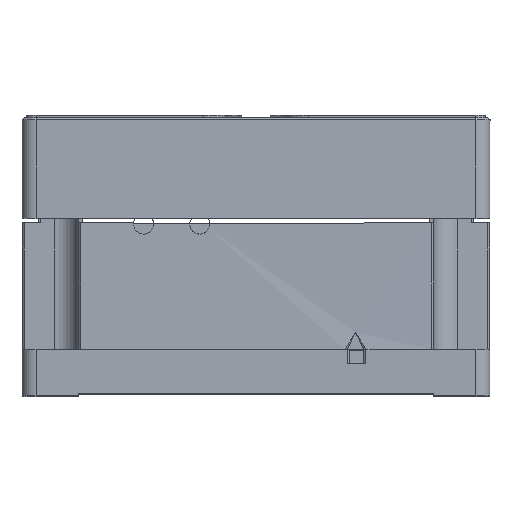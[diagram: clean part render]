
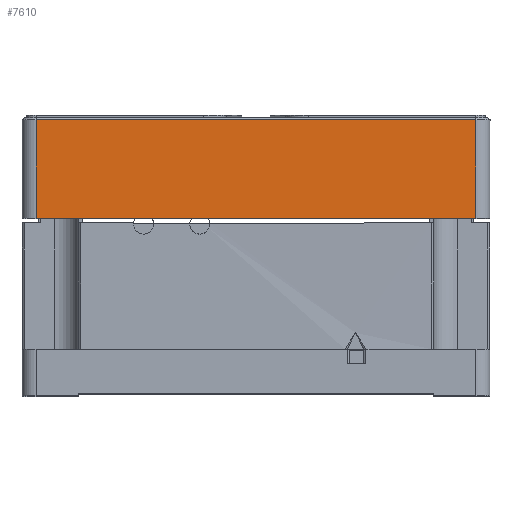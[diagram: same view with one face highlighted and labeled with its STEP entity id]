
A CAD part, top view. The second image highlights one B-rep face of the part: STEP entity #7610.
In plain terms, the highlighted planar face has unit normal (0, 0, 1).
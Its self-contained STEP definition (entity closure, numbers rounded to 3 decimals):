
#179 = VERTEX_POINT ( 'NONE', #1241 ) ;
#235 = FACE_OUTER_BOUND ( 'NONE', #5324, .T. ) ;
#820 = VERTEX_POINT ( 'NONE', #1690 ) ;
#857 = PLANE ( 'NONE',  #6096 ) ;
#941 = CARTESIAN_POINT ( 'NONE',  ( 0., 98.5, 50. ) ) ;
#1218 = CARTESIAN_POINT ( 'NONE',  ( -47., 77.5, 50. ) ) ;
#1241 = CARTESIAN_POINT ( 'NONE',  ( 47., 98.5, 50. ) ) ;
#1388 = DIRECTION ( 'NONE',  ( -1., 0., 0. ) ) ;
#1396 = ORIENTED_EDGE ( 'NONE', *, *, #6254, .F. ) ;
#1499 = VECTOR ( 'NONE', #1388, 1000. ) ;
#1690 = CARTESIAN_POINT ( 'NONE',  ( -47., 98.5, 50. ) ) ;
#2311 = LINE ( 'NONE', #941, #8134 ) ;
#2508 = ORIENTED_EDGE ( 'NONE', *, *, #6304, .F. ) ;
#3118 = CARTESIAN_POINT ( 'NONE',  ( -50., 99., 50. ) ) ;
#3397 = CARTESIAN_POINT ( 'NONE',  ( -47., 99., 50. ) ) ;
#4041 = DIRECTION ( 'NONE',  ( 0., -1., 0. ) ) ;
#4111 = LINE ( 'NONE', #3397, #7507 ) ;
#4138 = LINE ( 'NONE', #8394, #7990 ) ;
#5324 = EDGE_LOOP ( 'NONE', ( #5966, #1396, #5442, #2508 ) ) ;
#5442 = ORIENTED_EDGE ( 'NONE', *, *, #5559, .F. ) ;
#5559 = EDGE_CURVE ( 'NONE', #5630, #8238, #7862, .T. ) ;
#5630 = VERTEX_POINT ( 'NONE', #6713 ) ;
#5845 = EDGE_CURVE ( 'NONE', #179, #820, #2311, .T. ) ;
#5966 = ORIENTED_EDGE ( 'NONE', *, *, #5845, .T. ) ;
#6096 = AXIS2_PLACEMENT_3D ( 'NONE', #3118, #8034, #8840 ) ;
#6254 = EDGE_CURVE ( 'NONE', #8238, #820, #4111, .T. ) ;
#6288 = DIRECTION ( 'NONE',  ( 0., 1., 0. ) ) ;
#6304 = EDGE_CURVE ( 'NONE', #179, #5630, #4138, .T. ) ;
#6713 = CARTESIAN_POINT ( 'NONE',  ( 47., 77.5, 50. ) ) ;
#7364 = DIRECTION ( 'NONE',  ( -1., 0., 0. ) ) ;
#7507 = VECTOR ( 'NONE', #6288, 1000. ) ;
#7610 = ADVANCED_FACE ( 'NONE', ( #235 ), #857, .F. ) ;
#7862 = LINE ( 'NONE', #8000, #1499 ) ;
#7990 = VECTOR ( 'NONE', #4041, 1000. ) ;
#8000 = CARTESIAN_POINT ( 'NONE',  ( -50., 77.5, 50. ) ) ;
#8034 = DIRECTION ( 'NONE',  ( 0., 0., -1. ) ) ;
#8134 = VECTOR ( 'NONE', #7364, 1000. ) ;
#8238 = VERTEX_POINT ( 'NONE', #1218 ) ;
#8394 = CARTESIAN_POINT ( 'NONE',  ( 47., 99., 50. ) ) ;
#8840 = DIRECTION ( 'NONE',  ( -1., 0., 0. ) ) ;
